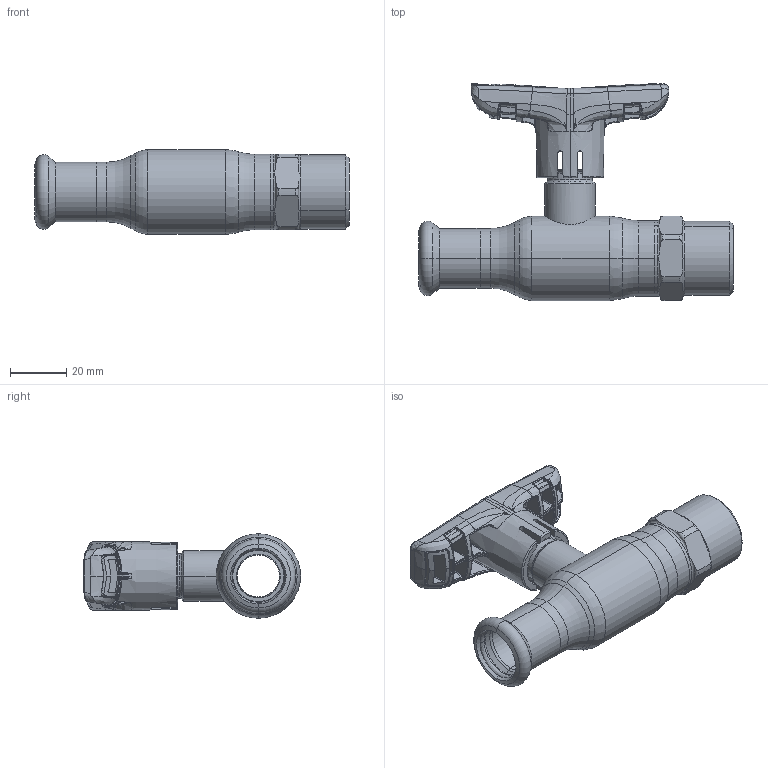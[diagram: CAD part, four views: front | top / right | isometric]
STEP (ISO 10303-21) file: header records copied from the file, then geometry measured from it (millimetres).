
FILE_DESCRIPTION (( 'STEP AP214' ), '1' );
FILE_NAME ('1015001210-1400.step', '2024-01-16T09:16:47', ( '' ), ( '' ), 'SwSTEP 2.0', 'SolidWorks 2021', '' );
FILE_SCHEMA (( 'AUTOMOTIVE_DESIGN' ));
Length unit declared in the file: millimetre
Products named in the file (1): 1015001210-1400
Bounding box: 111.8 x 77.19 x 30 mm (x, y, z)
Surface area: 23428 mm2 (no closed solid volume)
Topology: 0 solids, 7 shells, 742 faces, 2150 edges, 1333 vertices
Faces by surface type: bspline 564, plane 57, cylinder 42, torus 37, cone 27, sphere 15
Entity records: 55963 total; most frequent: CARTESIAN_POINT 33359, ORIENTED_EDGE 3799, EDGE_CURVE 2138, DIRECTION 1544, B_SPLINE_CURVE_WITH_KNOTS 1456, VERTEX_POINT 1329, EDGE_LOOP 750, UNCERTAINTY_MEASURE_WITH_UNIT 744
